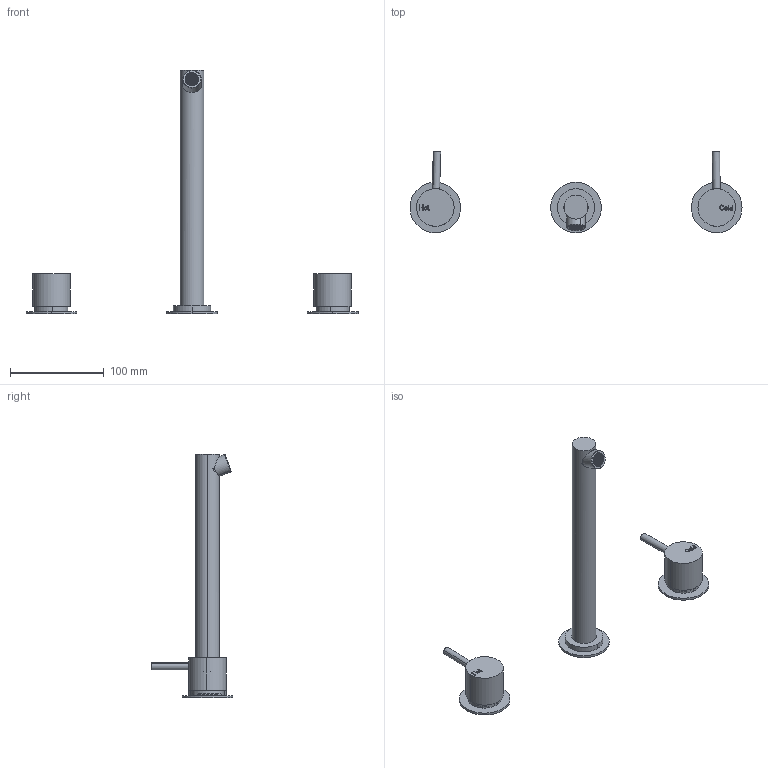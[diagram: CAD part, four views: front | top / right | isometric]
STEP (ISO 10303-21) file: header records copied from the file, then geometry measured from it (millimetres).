
FILE_DESCRIPTION (( 'STEP AP214' ), '1' );
FILE_NAME ('SUSSEX_SCALA_SBASQ25_bath_set_250mm_shell.STEP', '2021-07-28T01:06:15', ( '' ), ( '' ), 'SwSTEP 2.0', 'SolidWorks 2020', '' );
FILE_SCHEMA (( 'AUTOMOTIVE_DESIGN' ));
Length unit declared in the file: millimetre
Products named in the file (1): SUSSEX_SCALA_SBASQ25_bath_set_250mm_shell
Bounding box: 354 x 87.09 x 260 mm (x, y, z)
Volume: 346752.7 mm3; surface area: 96118 mm2
Topology: 14 solids, 14 shells, 3926 faces, 11858 edges, 7882 vertices
Faces by surface type: plane 3673, cylinder 140, bspline 57, cone 56
Entity records: 135106 total; most frequent: CARTESIAN_POINT 25360, ORIENTED_EDGE 23716, DIRECTION 20038, EDGE_CURVE 11858, VECTOR 11174, LINE 11174, VERTEX_POINT 7882, EDGE_LOOP 5106
